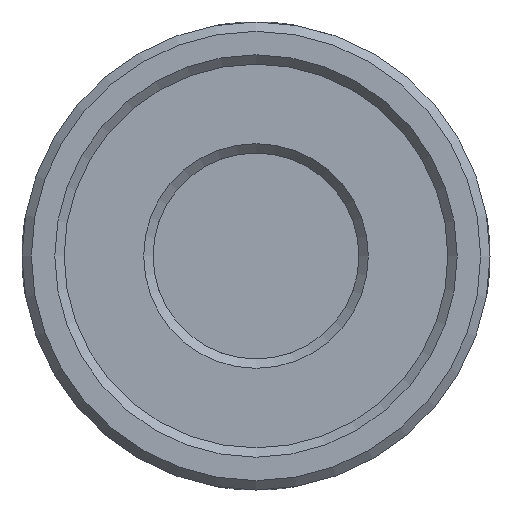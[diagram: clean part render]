
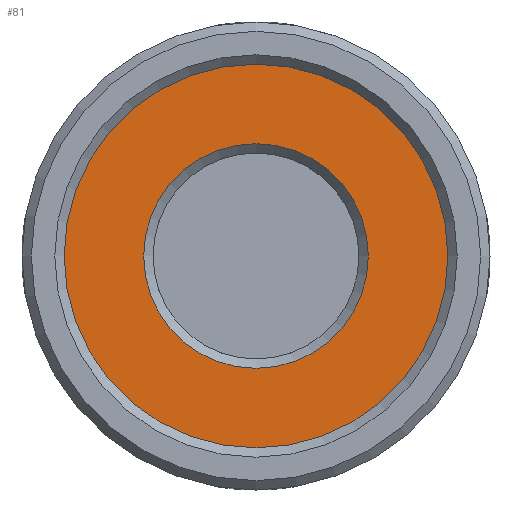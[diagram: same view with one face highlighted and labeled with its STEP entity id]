
A CAD part, left-side view. The second image highlights one B-rep face of the part: STEP entity #81.
In plain terms, the highlighted planar face has unit normal (-1, 0, 0).
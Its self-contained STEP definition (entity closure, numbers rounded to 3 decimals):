
#81 = ADVANCED_FACE( '', ( #117, #118 ), #119, .F. );
#117 = FACE_BOUND( '', #180, .T. );
#118 = FACE_OUTER_BOUND( '', #181, .T. );
#119 = PLANE( '', #182 );
#180 = EDGE_LOOP( '', ( #255 ) );
#181 = EDGE_LOOP( '', ( #256 ) );
#182 = AXIS2_PLACEMENT_3D( '', #257, #258, #259 );
#255 = ORIENTED_EDGE( '', *, *, #324, .T. );
#256 = ORIENTED_EDGE( '', *, *, #334, .T. );
#257 = CARTESIAN_POINT( '', ( -20., 0., 0. ) );
#258 = DIRECTION( '', ( 1., 0., 0. ) );
#259 = DIRECTION( '', ( 0., 0., -1. ) );
#324 = EDGE_CURVE( '', #348, #348, #349, .T. );
#334 = EDGE_CURVE( '', #368, #368, #369, .T. );
#348 = VERTEX_POINT( '', #392 );
#349 = CIRCLE( '', #393, 12. );
#368 = VERTEX_POINT( '', #867 );
#369 = CIRCLE( '', #868, 20.5 );
#392 = CARTESIAN_POINT( '', ( -20., 0., -12. ) );
#393 = AXIS2_PLACEMENT_3D( '', #958, #959, #960 );
#867 = CARTESIAN_POINT( '', ( -20., -20.5, 0. ) );
#868 = AXIS2_PLACEMENT_3D( '', #967, #968, #969 );
#958 = CARTESIAN_POINT( '', ( -20., 0., 0. ) );
#959 = DIRECTION( '', ( 1., 0., 0. ) );
#960 = DIRECTION( '', ( 0., 0., -1. ) );
#967 = CARTESIAN_POINT( '', ( -20., 0., 0. ) );
#968 = DIRECTION( '', ( -1., 0., 0. ) );
#969 = DIRECTION( '', ( 0., -1., 0. ) );
